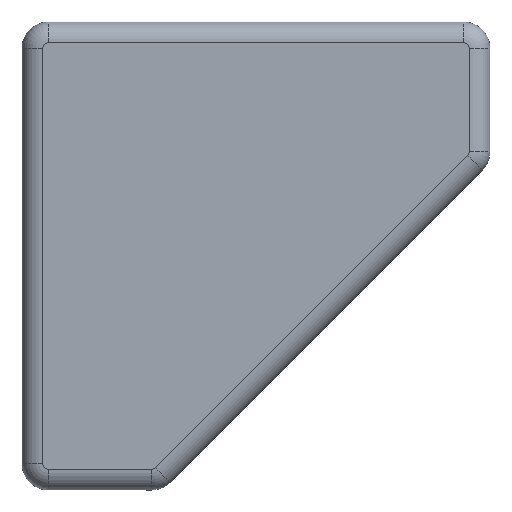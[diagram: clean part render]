
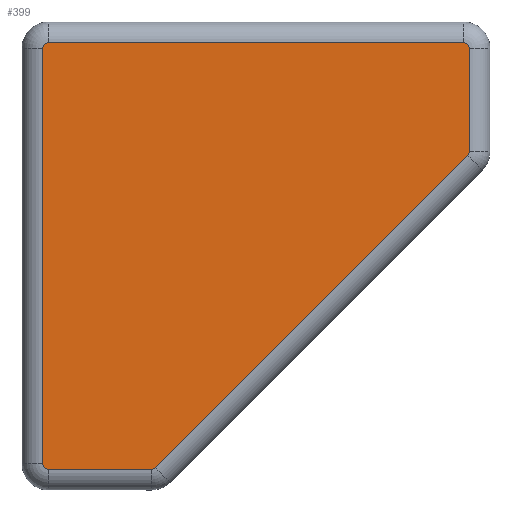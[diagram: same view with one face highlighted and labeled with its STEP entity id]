
A CAD part, front view. The second image highlights one B-rep face of the part: STEP entity #399.
In plain terms, the highlighted planar face has unit normal (0, -1, 0).
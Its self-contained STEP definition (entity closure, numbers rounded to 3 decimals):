
#94 = VERTEX_POINT ( 'NONE', #637 ) ;
#95 = VERTEX_POINT ( 'NONE', #630 ) ;
#96 = ORIENTED_EDGE ( 'NONE', *, *, #108, .T. ) ;
#97 = VERTEX_POINT ( 'NONE', #632 ) ;
#99 = EDGE_CURVE ( 'NONE', #95, #94, #628, .T. ) ;
#101 = ORIENTED_EDGE ( 'NONE', *, *, #99, .F. ) ;
#106 = EDGE_CURVE ( 'NONE', #145, #107, #614, .T. ) ;
#107 = VERTEX_POINT ( 'NONE', #638 ) ;
#108 = EDGE_CURVE ( 'NONE', #97, #94, #609, .T. ) ;
#109 = EDGE_CURVE ( 'NONE', #97, #107, #629, .T. ) ;
#110 = ORIENTED_EDGE ( 'NONE', *, *, #109, .F. ) ;
#114 = VERTEX_POINT ( 'NONE', #627 ) ;
#127 = EDGE_CURVE ( 'NONE', #114, #136, #642, .T. ) ;
#132 = ORIENTED_EDGE ( 'NONE', *, *, #154, .T. ) ;
#135 = ORIENTED_EDGE ( 'NONE', *, *, #148, .T. ) ;
#136 = VERTEX_POINT ( 'NONE', #688 ) ;
#145 = VERTEX_POINT ( 'NONE', #684 ) ;
#146 = EDGE_CURVE ( 'NONE', #145, #420, #679, .T. ) ;
#148 = EDGE_CURVE ( 'NONE', #114, #347, #678, .T. ) ;
#149 = ORIENTED_EDGE ( 'NONE', *, *, #127, .F. ) ;
#154 = EDGE_CURVE ( 'NONE', #95, #136, #717, .T. ) ;
#347 = VERTEX_POINT ( 'NONE', #1045 ) ;
#351 = VERTEX_POINT ( 'NONE', #1032 ) ;
#399 = ADVANCED_FACE ( 'NONE', ( #1119 ), #1128, .T. ) ;
#401 = EDGE_CURVE ( 'NONE', #351, #347, #1168, .T. ) ;
#402 = ORIENTED_EDGE ( 'NONE', *, *, #401, .F. ) ;
#403 = EDGE_LOOP ( 'NONE', ( #402, #407, #416, #431, #110, #96, #101, #132, #149, #135 ) ) ;
#407 = ORIENTED_EDGE ( 'NONE', *, *, #421, .T. ) ;
#416 = ORIENTED_EDGE ( 'NONE', *, *, #146, .F. ) ;
#420 = VERTEX_POINT ( 'NONE', #1143 ) ;
#421 = EDGE_CURVE ( 'NONE', #351, #420, #1184, .T. ) ;
#431 = ORIENTED_EDGE ( 'NONE', *, *, #106, .T. ) ;
#607 = CARTESIAN_POINT ( 'NONE',  ( -9., 0., -20.5 ) ) ;
#608 = CARTESIAN_POINT ( 'NONE',  ( -20., 0., -20. ) ) ;
#609 = LINE ( 'NONE', #607, #669 ) ;
#611 = DIRECTION ( 'NONE',  ( 0., 0., -1. ) ) ;
#612 = VECTOR ( 'NONE', #611, 1000. ) ;
#613 = CARTESIAN_POINT ( 'NONE',  ( -20.5, 0., -22.5 ) ) ;
#614 = LINE ( 'NONE', #613, #612 ) ;
#617 = AXIS2_PLACEMENT_3D ( 'NONE', #608, #666, #665 ) ;
#623 = DIRECTION ( 'NONE',  ( 0., 0., -1. ) ) ;
#624 = DIRECTION ( 'NONE',  ( 0., 1., 0. ) ) ;
#625 = AXIS2_PLACEMENT_3D ( 'NONE', #631, #624, #623 ) ;
#626 = DIRECTION ( 'NONE',  ( 1., 0., 0. ) ) ;
#627 = CARTESIAN_POINT ( 'NONE',  ( 20.5, 0., 10.036 ) ) ;
#628 = CIRCLE ( 'NONE', #625, 0.5 ) ;
#629 = CIRCLE ( 'NONE', #617, 0.5 ) ;
#630 = CARTESIAN_POINT ( 'NONE',  ( -9.682, 0., -20.354 ) ) ;
#631 = CARTESIAN_POINT ( 'NONE',  ( -10.036, 0., -20. ) ) ;
#632 = CARTESIAN_POINT ( 'NONE',  ( -20., 0., -20.5 ) ) ;
#637 = CARTESIAN_POINT ( 'NONE',  ( -10.036, 0., -20.5 ) ) ;
#638 = CARTESIAN_POINT ( 'NONE',  ( -20.5, 0., -20. ) ) ;
#642 = CIRCLE ( 'NONE', #643, 0.5 ) ;
#643 = AXIS2_PLACEMENT_3D ( 'NONE', #694, #687, #686 ) ;
#665 = DIRECTION ( 'NONE',  ( 0., 0., -1. ) ) ;
#666 = DIRECTION ( 'NONE',  ( 0., 1., 0. ) ) ;
#669 = VECTOR ( 'NONE', #626, 1000. ) ;
#671 = DIRECTION ( 'NONE',  ( 0., 0., 1. ) ) ;
#672 = VECTOR ( 'NONE', #671, 1000. ) ;
#673 = CARTESIAN_POINT ( 'NONE',  ( 20.5, 0., 22.5 ) ) ;
#675 = DIRECTION ( 'NONE',  ( 0., 0., -1. ) ) ;
#676 = DIRECTION ( 'NONE',  ( 0., 1., 0. ) ) ;
#677 = AXIS2_PLACEMENT_3D ( 'NONE', #682, #676, #675 ) ;
#678 = LINE ( 'NONE', #673, #672 ) ;
#679 = CIRCLE ( 'NONE', #677, 0.5 ) ;
#682 = CARTESIAN_POINT ( 'NONE',  ( -20., 0., 20. ) ) ;
#684 = CARTESIAN_POINT ( 'NONE',  ( -20.5, 0., 20. ) ) ;
#686 = DIRECTION ( 'NONE',  ( 0., 0., -1. ) ) ;
#687 = DIRECTION ( 'NONE',  ( 0., 1., 0. ) ) ;
#688 = CARTESIAN_POINT ( 'NONE',  ( 20.354, 0., 9.682 ) ) ;
#694 = CARTESIAN_POINT ( 'NONE',  ( 20., 0., 10.036 ) ) ;
#715 = DIRECTION ( 'NONE',  ( 0.707, 0., 0.707 ) ) ;
#716 = VECTOR ( 'NONE', #715, 1000. ) ;
#717 = LINE ( 'NONE', #720, #716 ) ;
#720 = CARTESIAN_POINT ( 'NONE',  ( -17.164, 0., -27.836 ) ) ;
#1032 = CARTESIAN_POINT ( 'NONE',  ( 20., 0., 20.5 ) ) ;
#1045 = CARTESIAN_POINT ( 'NONE',  ( 20.5, 0., 20. ) ) ;
#1112 = CARTESIAN_POINT ( 'NONE',  ( 20., 0., 20. ) ) ;
#1113 = AXIS2_PLACEMENT_3D ( 'NONE', #1112, #1163, #1162 ) ;
#1116 = AXIS2_PLACEMENT_3D ( 'NONE', #1167, #1166, #1165 ) ;
#1119 = FACE_OUTER_BOUND ( 'NONE', #403, .T. ) ;
#1128 = PLANE ( 'NONE',  #1116 ) ;
#1143 = CARTESIAN_POINT ( 'NONE',  ( -20., 0., 20.5 ) ) ;
#1162 = DIRECTION ( 'NONE',  ( 0., 0., -1. ) ) ;
#1163 = DIRECTION ( 'NONE',  ( 0., 1., 0. ) ) ;
#1165 = DIRECTION ( 'NONE',  ( 0., 0., -1. ) ) ;
#1166 = DIRECTION ( 'NONE',  ( 0., -1., 0. ) ) ;
#1167 = CARTESIAN_POINT ( 'NONE',  ( -22.5, 0., -22.5 ) ) ;
#1168 = CIRCLE ( 'NONE', #1113, 0.5 ) ;
#1181 = DIRECTION ( 'NONE',  ( -1., 0., 0. ) ) ;
#1182 = VECTOR ( 'NONE', #1181, 1000. ) ;
#1183 = CARTESIAN_POINT ( 'NONE',  ( -22.5, 0., 20.5 ) ) ;
#1184 = LINE ( 'NONE', #1183, #1182 ) ;
